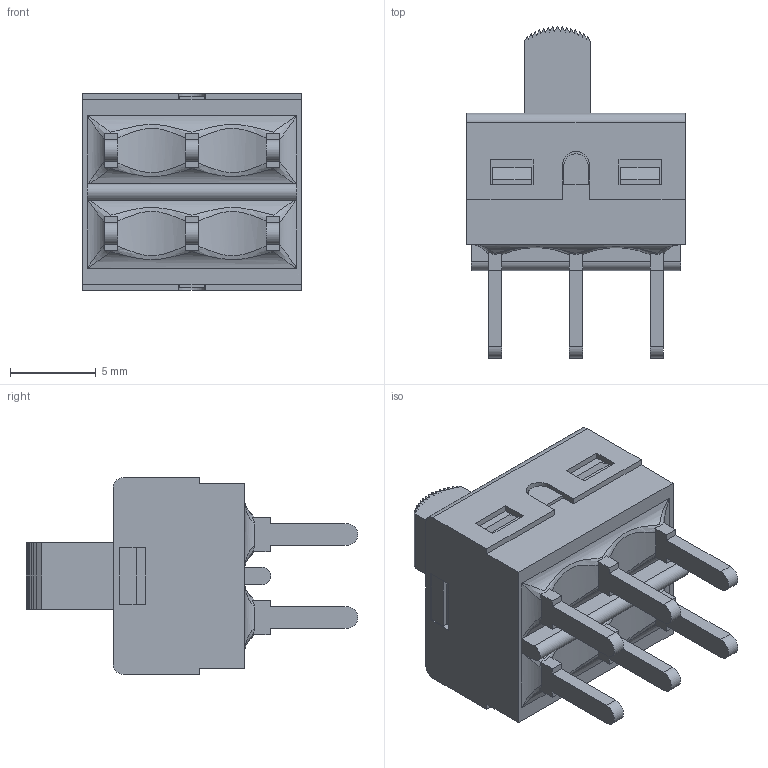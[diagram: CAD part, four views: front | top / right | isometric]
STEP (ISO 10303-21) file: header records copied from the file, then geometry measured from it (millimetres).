
FILE_DESCRIPTION (( 'STEP AP214' ), '1' );
FILE_NAME ('500SDP1S1M2QEA.STEP', '2022-09-13T11:24:02', ( '' ), ( '' ), 'SwSTEP 2.0', 'SolidWorks 2021', '' );
FILE_SCHEMA (( 'AUTOMOTIVE_DESIGN' ));
Length unit declared in the file: millimetre
Products named in the file (2): 500SDP1S1M2QEA--3DModel-STEP-520916; 500SDP1S1M2QEA
Assembly tree (1 placements, depth 2):
  500SDP1S1M2QEA
    500SDP1S1M2QEA--3DModel-STEP-520916
Bounding box: 12.7 x 19.3 x 11.43 mm (x, y, z)
Volume: 662 mm3; surface area: 1575.1 mm2
Topology: 1 solids, 2 shells, 234 faces, 671 edges, 452 vertices
Faces by surface type: plane 187, cylinder 29, bspline 16, cone 2
Entity records: 8554 total; most frequent: CARTESIAN_POINT 2611, ORIENTED_EDGE 1342, DIRECTION 1041, EDGE_CURVE 671, VECTOR 513, LINE 513, VERTEX_POINT 452, AXIS2_PLACEMENT_3D 264
